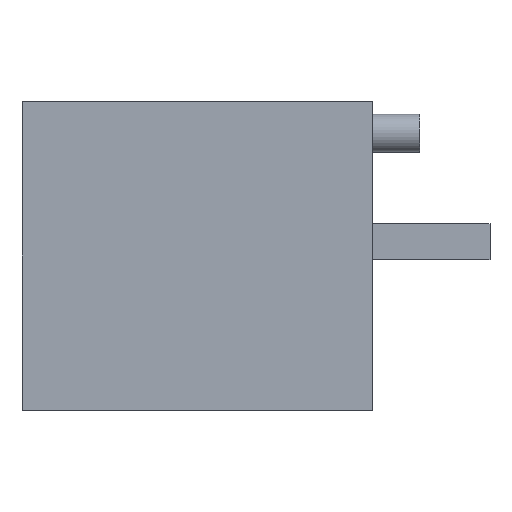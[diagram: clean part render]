
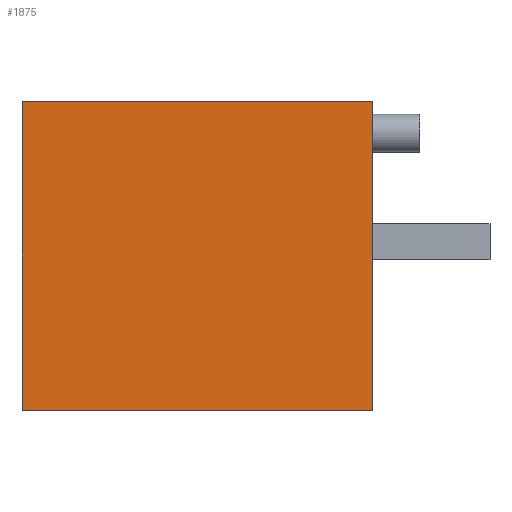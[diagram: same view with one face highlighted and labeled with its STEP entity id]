
A CAD part, left-side view. The second image highlights one B-rep face of the part: STEP entity #1875.
In plain terms, the highlighted planar face has unit normal (-1, 0, 0).
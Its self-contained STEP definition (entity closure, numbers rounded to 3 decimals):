
#85 = VERTEX_POINT ( 'NONE', #474 ) ;
#474 = CARTESIAN_POINT ( 'NONE',  ( -6.88, 11., -4.85 ) ) ;
#877 = CARTESIAN_POINT ( 'NONE',  ( -6.88, 11., -4.85 ) ) ;
#878 = LINE ( 'NONE', #877, #939 ) ;
#898 = DIRECTION ( 'NONE',  ( 0., 0., -1. ) ) ;
#899 = VECTOR ( 'NONE', #898, 1000. ) ;
#900 = CARTESIAN_POINT ( 'NONE',  ( -6.88, 0., 4.85 ) ) ;
#901 = LINE ( 'NONE', #900, #899 ) ;
#938 = DIRECTION ( 'NONE',  ( 0., 1., 0. ) ) ;
#939 = VECTOR ( 'NONE', #938, 1000. ) ;
#1003 = DIRECTION ( 'NONE',  ( 0., -1., 0. ) ) ;
#1004 = VECTOR ( 'NONE', #1003, 1000. ) ;
#1005 = CARTESIAN_POINT ( 'NONE',  ( -6.88, 11., 4.85 ) ) ;
#1006 = LINE ( 'NONE', #1005, #1004 ) ;
#1058 = CARTESIAN_POINT ( 'NONE',  ( -6.88, 11., 4.85 ) ) ;
#1201 = DIRECTION ( 'NONE',  ( 0., 0., 1. ) ) ;
#1202 = VECTOR ( 'NONE', #1201, 1000. ) ;
#1203 = CARTESIAN_POINT ( 'NONE',  ( -6.88, 11., 4.85 ) ) ;
#1204 = LINE ( 'NONE', #1203, #1202 ) ;
#1301 = DIRECTION ( 'NONE',  ( 0., 0., -1. ) ) ;
#1302 = DIRECTION ( 'NONE',  ( 1., 0., 0. ) ) ;
#1303 = CARTESIAN_POINT ( 'NONE',  ( -6.88, 0., 4.85 ) ) ;
#1304 = AXIS2_PLACEMENT_3D ( 'NONE', #1303, #1302, #1301 ) ;
#1305 = PLANE ( 'NONE',  #1304 ) ;
#1306 = FACE_OUTER_BOUND ( 'NONE', #1874, .T. ) ;
#1328 = CARTESIAN_POINT ( 'NONE',  ( -6.88, 0., 4.85 ) ) ;
#1335 = CARTESIAN_POINT ( 'NONE',  ( -6.88, 0., -4.85 ) ) ;
#1641 = EDGE_CURVE ( 'NONE', #1906, #1899, #901, .T. ) ;
#1669 = EDGE_CURVE ( 'NONE', #1899, #85, #878, .T. ) ;
#1712 = EDGE_CURVE ( 'NONE', #1715, #1906, #1006, .T. ) ;
#1715 = VERTEX_POINT ( 'NONE', #1058 ) ;
#1805 = EDGE_CURVE ( 'NONE', #85, #1715, #1204, .T. ) ;
#1855 = ORIENTED_EDGE ( 'NONE', *, *, #1669, .F. ) ;
#1858 = ORIENTED_EDGE ( 'NONE', *, *, #1641, .F. ) ;
#1867 = ORIENTED_EDGE ( 'NONE', *, *, #1805, .F. ) ;
#1873 = ORIENTED_EDGE ( 'NONE', *, *, #1712, .F. ) ;
#1874 = EDGE_LOOP ( 'NONE', ( #1873, #1867, #1855, #1858 ) ) ;
#1875 = ADVANCED_FACE ( 'NONE', ( #1306 ), #1305, .F. ) ;
#1899 = VERTEX_POINT ( 'NONE', #1335 ) ;
#1906 = VERTEX_POINT ( 'NONE', #1328 ) ;
